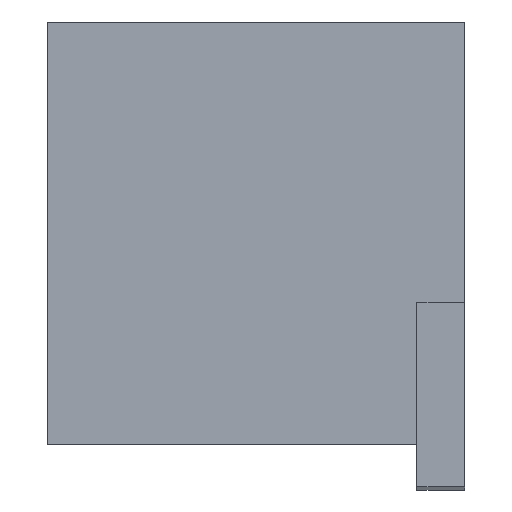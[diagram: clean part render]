
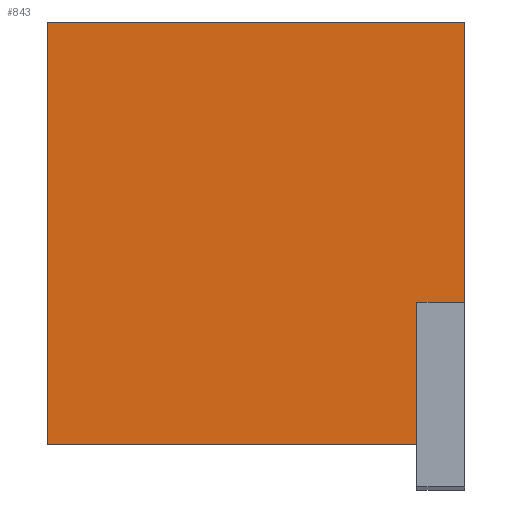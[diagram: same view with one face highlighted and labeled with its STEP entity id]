
A CAD part, left-side view. The second image highlights one B-rep face of the part: STEP entity #843.
In plain terms, the highlighted planar face has unit normal (-1, 0, 0).
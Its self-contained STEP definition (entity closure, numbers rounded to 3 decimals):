
#8 = ORIENTED_EDGE ( 'NONE', *, *, #551, .F. ) ;
#32 = DIRECTION ( 'NONE',  ( 0., 1., 0. ) ) ;
#75 = VECTOR ( 'NONE', #700, 1000. ) ;
#112 = VECTOR ( 'NONE', #573, 1000. ) ;
#183 = DIRECTION ( 'NONE',  ( 0., 0., -1. ) ) ;
#188 = AXIS2_PLACEMENT_3D ( 'NONE', #283, #429, #346 ) ;
#213 = EDGE_CURVE ( 'NONE', #376, #383, #825, .T. ) ;
#221 = VECTOR ( 'NONE', #607, 1000. ) ;
#237 = VECTOR ( 'NONE', #183, 1000. ) ;
#283 = CARTESIAN_POINT ( 'NONE',  ( -3.895, 4., -5.096 ) ) ;
#291 = CARTESIAN_POINT ( 'NONE',  ( -3.895, 35., -9.096 ) ) ;
#319 = EDGE_CURVE ( 'NONE', #617, #543, #748, .T. ) ;
#346 = DIRECTION ( 'NONE',  ( 0., 0., -1. ) ) ;
#357 = CARTESIAN_POINT ( 'NONE',  ( -3.895, 35., 26.404 ) ) ;
#362 = LINE ( 'NONE', #930, #221 ) ;
#376 = VERTEX_POINT ( 'NONE', #655 ) ;
#383 = VERTEX_POINT ( 'NONE', #437 ) ;
#397 = EDGE_CURVE ( 'NONE', #617, #376, #362, .T. ) ;
#429 = DIRECTION ( 'NONE',  ( 1., 0., 0. ) ) ;
#437 = CARTESIAN_POINT ( 'NONE',  ( -3.895, 4., 2.904 ) ) ;
#450 = VERTEX_POINT ( 'NONE', #602 ) ;
#490 = LINE ( 'NONE', #576, #237 ) ;
#504 = ORIENTED_EDGE ( 'NONE', *, *, #213, .F. ) ;
#517 = FACE_OUTER_BOUND ( 'NONE', #853, .T. ) ;
#543 = VERTEX_POINT ( 'NONE', #357 ) ;
#551 = EDGE_CURVE ( 'NONE', #450, #636, #871, .T. ) ;
#553 = EDGE_CURVE ( 'NONE', #543, #636, #888, .T. ) ;
#556 = VECTOR ( 'NONE', #32, 1000. ) ;
#573 = DIRECTION ( 'NONE',  ( 0., 1., 0. ) ) ;
#576 = CARTESIAN_POINT ( 'NONE',  ( -3.895, 4., 26.404 ) ) ;
#586 = ORIENTED_EDGE ( 'NONE', *, *, #784, .F. ) ;
#602 = CARTESIAN_POINT ( 'NONE',  ( -3.895, 4., -9.096 ) ) ;
#603 = PLANE ( 'NONE',  #188 ) ;
#607 = DIRECTION ( 'NONE',  ( 0., 0., -1. ) ) ;
#617 = VERTEX_POINT ( 'NONE', #722 ) ;
#636 = VERTEX_POINT ( 'NONE', #291 ) ;
#655 = CARTESIAN_POINT ( 'NONE',  ( -3.895, 0., 2.904 ) ) ;
#673 = CARTESIAN_POINT ( 'NONE',  ( -3.895, 4., 26.404 ) ) ;
#700 = DIRECTION ( 'NONE',  ( 0., 1., 0. ) ) ;
#722 = CARTESIAN_POINT ( 'NONE',  ( -3.895, 0., 26.404 ) ) ;
#730 = VECTOR ( 'NONE', #802, 1000. ) ;
#748 = LINE ( 'NONE', #673, #556 ) ;
#784 = EDGE_CURVE ( 'NONE', #383, #450, #490, .T. ) ;
#785 = ORIENTED_EDGE ( 'NONE', *, *, #553, .T. ) ;
#802 = DIRECTION ( 'NONE',  ( 0., 0., -1. ) ) ;
#825 = LINE ( 'NONE', #906, #112 ) ;
#843 = ADVANCED_FACE ( 'NONE', ( #517 ), #603, .F. ) ;
#853 = EDGE_LOOP ( 'NONE', ( #785, #8, #586, #504, #928, #908 ) ) ;
#871 = LINE ( 'NONE', #1058, #75 ) ;
#888 = LINE ( 'NONE', #894, #730 ) ;
#894 = CARTESIAN_POINT ( 'NONE',  ( -3.895, 35., -5.096 ) ) ;
#906 = CARTESIAN_POINT ( 'NONE',  ( -3.895, -6., 2.904 ) ) ;
#908 = ORIENTED_EDGE ( 'NONE', *, *, #319, .T. ) ;
#928 = ORIENTED_EDGE ( 'NONE', *, *, #397, .F. ) ;
#930 = CARTESIAN_POINT ( 'NONE',  ( -3.895, 0., 0. ) ) ;
#1058 = CARTESIAN_POINT ( 'NONE',  ( -3.895, 4., -9.096 ) ) ;
